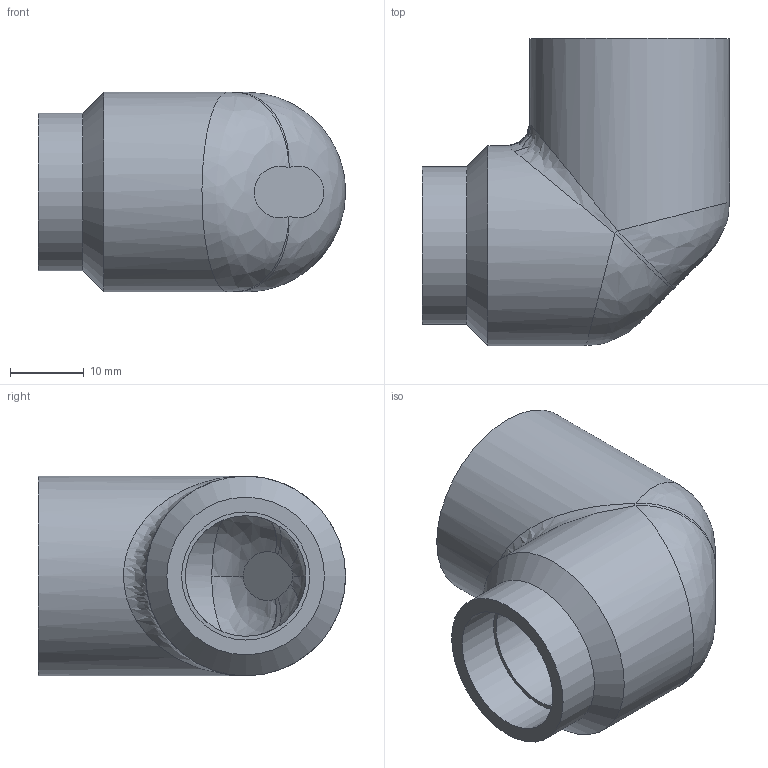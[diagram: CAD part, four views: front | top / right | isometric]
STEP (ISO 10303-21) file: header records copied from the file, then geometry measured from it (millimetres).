
FILE_DESCRIPTION(/* description */ ('Unknown'),/* implementation_level */ '2;1');
FILE_NAME(/* name */ 'R-222-S-DN15',/* time_stamp */ '2023-04-26T17:09:51+08:00',/* author */ ('Unknown'),/* organization */ ('Unknown'),/* preprocessor_version */ 'ST-DEVELOPER v16.7',/* originating_system */ 'DEX',/* authorisation */ $);
FILE_SCHEMA (('AUTOMOTIVE_DESIGN {1 0 10303 214 3 1 1}'));
Length unit declared in the file: millimetre
Products named in the file (2): R-222-S-DN15; R-222-S DN15
Assembly tree (1 placements, depth 2):
  R-222-S-DN15
    R-222-S DN15
Bounding box: 41.5 x 41.5 x 27 mm (x, y, z)
Volume: 14685.2 mm3; surface area: 8429.8 mm2
Topology: 1 solids, 1 shells, 54 faces, 152 edges, 96 vertices
Faces by surface type: bspline 28, cylinder 12, plane 6, torus 4, cone 3, sphere 1
Full cylindrical faces by diameter (mm): 16.3 x1, 17.3 x1, 18.6 x6, 21.3 x1, 27 x2
Entity records: 9186 total; most frequent: CARTESIAN_POINT 8155, ORIENTED_EDGE 264, EDGE_CURVE 132, DIRECTION 121, VERTEX_POINT 96, B_SPLINE_CURVE_WITH_KNOTS 60, AXIS2_PLACEMENT_3D 59, EDGE_LOOP 58
